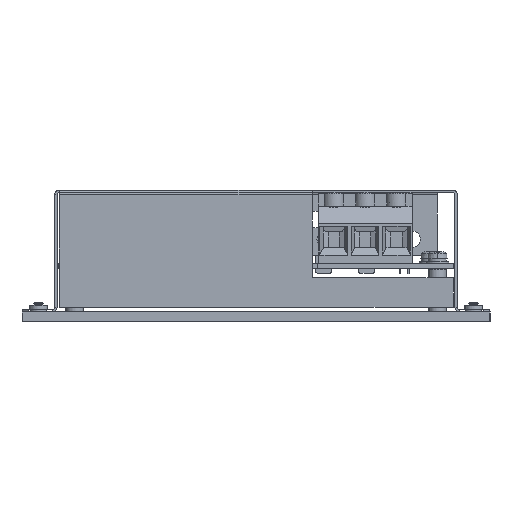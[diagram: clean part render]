
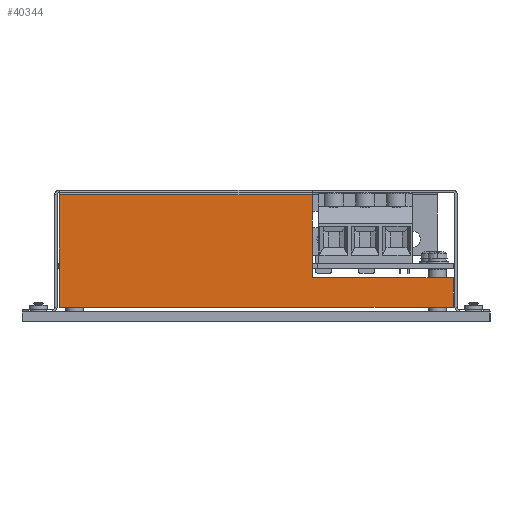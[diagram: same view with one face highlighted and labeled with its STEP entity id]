
A CAD part, left-side view. The second image highlights one B-rep face of the part: STEP entity #40344.
In plain terms, the highlighted planar face has unit normal (-1, 0, 0).
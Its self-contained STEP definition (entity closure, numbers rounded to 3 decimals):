
#641 = PLANE ( 'NONE',  #57380 ) ;
#2944 = EDGE_CURVE ( 'NONE', #56157, #61547, #22569, .T. ) ;
#3022 = CARTESIAN_POINT ( 'NONE',  ( 0., 0.175, -2.8 ) ) ;
#3085 = EDGE_CURVE ( 'NONE', #3677, #9060, #31482, .T. ) ;
#3677 = VERTEX_POINT ( 'NONE', #36566 ) ;
#4095 = EDGE_CURVE ( 'NONE', #9060, #53165, #37135, .T. ) ;
#4941 = VERTEX_POINT ( 'NONE', #3022 ) ;
#5063 = ORIENTED_EDGE ( 'NONE', *, *, #2944, .T. ) ;
#5481 = FACE_OUTER_BOUND ( 'NONE', #47743, .T. ) ;
#9060 = VERTEX_POINT ( 'NONE', #43740 ) ;
#9367 = CARTESIAN_POINT ( 'NONE',  ( 0., 42.925, 22.375 ) ) ;
#10040 = VECTOR ( 'NONE', #29657, 1000. ) ;
#12049 = CARTESIAN_POINT ( 'NONE',  ( 0., 0.175, -11.8 ) ) ;
#15499 = DIRECTION ( 'NONE',  ( 1., 0., 0. ) ) ;
#16051 = ORIENTED_EDGE ( 'NONE', *, *, #4095, .T. ) ;
#16353 = LINE ( 'NONE', #35115, #16995 ) ;
#16995 = VECTOR ( 'NONE', #36057, 1000. ) ;
#17812 = CARTESIAN_POINT ( 'NONE',  ( 0., 42.925, -2.8 ) ) ;
#19981 = EDGE_CURVE ( 'NONE', #53165, #4941, #55938, .T. ) ;
#20405 = DIRECTION ( 'NONE',  ( 0., 0., 1. ) ) ;
#20473 = ORIENTED_EDGE ( 'NONE', *, *, #3085, .T. ) ;
#21301 = DIRECTION ( 'NONE',  ( 0., 0., 1. ) ) ;
#21619 = CARTESIAN_POINT ( 'NONE',  ( 0., 60., -11.8 ) ) ;
#22569 = LINE ( 'NONE', #53267, #24466 ) ;
#24466 = VECTOR ( 'NONE', #47761, 1000. ) ;
#27608 = ORIENTED_EDGE ( 'NONE', *, *, #47300, .T. ) ;
#29242 = ORIENTED_EDGE ( 'NONE', *, *, #39695, .F. ) ;
#29657 = DIRECTION ( 'NONE',  ( 0., 0., -1. ) ) ;
#31482 = LINE ( 'NONE', #46023, #10040 ) ;
#35115 = CARTESIAN_POINT ( 'NONE',  ( 0., 42.925, 22.375 ) ) ;
#36057 = DIRECTION ( 'NONE',  ( 0., -1., 0. ) ) ;
#36566 = CARTESIAN_POINT ( 'NONE',  ( 0., 119.675, 22.375 ) ) ;
#37135 = LINE ( 'NONE', #21619, #47947 ) ;
#37447 = DIRECTION ( 'NONE',  ( 0., -1., 0. ) ) ;
#39695 = EDGE_CURVE ( 'NONE', #3677, #61547, #16353, .T. ) ;
#40344 = ADVANCED_FACE ( 'NONE', ( #5481 ), #641, .F. ) ;
#41813 = ORIENTED_EDGE ( 'NONE', *, *, #19981, .T. ) ;
#43740 = CARTESIAN_POINT ( 'NONE',  ( 0., 119.675, -11.8 ) ) ;
#46023 = CARTESIAN_POINT ( 'NONE',  ( 0., 119.675, 23.775 ) ) ;
#47300 = EDGE_CURVE ( 'NONE', #4941, #56157, #53377, .T. ) ;
#47743 = EDGE_LOOP ( 'NONE', ( #29242, #20473, #16051, #41813, #27608, #5063 ) ) ;
#47761 = DIRECTION ( 'NONE',  ( 0., 0., 1. ) ) ;
#47947 = VECTOR ( 'NONE', #37447, 1000. ) ;
#48822 = DIRECTION ( 'NONE',  ( 0., 1., 0. ) ) ;
#49089 = CARTESIAN_POINT ( 'NONE',  ( 0., 42.925, -2.8 ) ) ;
#50097 = CARTESIAN_POINT ( 'NONE',  ( 0., 60., 23.775 ) ) ;
#50766 = CARTESIAN_POINT ( 'NONE',  ( 0., 0.175, -11.8 ) ) ;
#52714 = VECTOR ( 'NONE', #20405, 1000. ) ;
#53165 = VERTEX_POINT ( 'NONE', #12049 ) ;
#53267 = CARTESIAN_POINT ( 'NONE',  ( 0., 42.925, 23.775 ) ) ;
#53377 = LINE ( 'NONE', #17812, #59180 ) ;
#55938 = LINE ( 'NONE', #50766, #52714 ) ;
#56157 = VERTEX_POINT ( 'NONE', #49089 ) ;
#57380 = AXIS2_PLACEMENT_3D ( 'NONE', #50097, #15499, #21301 ) ;
#59180 = VECTOR ( 'NONE', #48822, 1000. ) ;
#61547 = VERTEX_POINT ( 'NONE', #9367 ) ;
